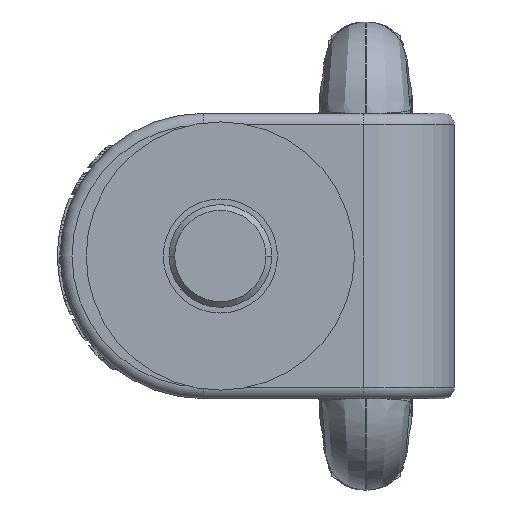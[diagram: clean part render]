
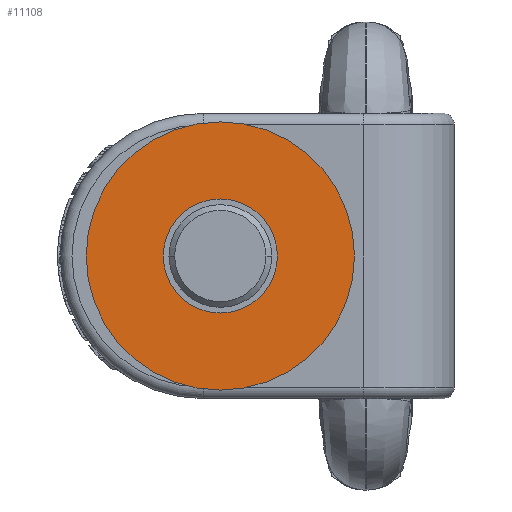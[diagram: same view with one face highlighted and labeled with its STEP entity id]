
A CAD part, front view. The second image highlights one B-rep face of the part: STEP entity #11108.
In plain terms, the highlighted planar face has unit normal (0, -1, 0).
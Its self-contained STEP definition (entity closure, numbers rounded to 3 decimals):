
#4475=CARTESIAN_POINT('',(-43.,-5.4,0.));
#4476=DIRECTION('',(0.,1.,0.));
#4477=DIRECTION('',(1.,0.,0.));
#4478=AXIS2_PLACEMENT_3D('',#4475,#4476,#4477);
#4480=CARTESIAN_POINT('',(-43.,-5.4,0.));
#4481=DIRECTION('',(0.,-1.,0.));
#4482=DIRECTION('',(1.,0.,0.));
#4483=AXIS2_PLACEMENT_3D('',#4480,#4481,#4482);
#4485=CARTESIAN_POINT('',(-43.,-5.4,0.));
#4486=DIRECTION('',(0.,1.,0.));
#4487=DIRECTION('',(1.,0.,0.));
#4488=AXIS2_PLACEMENT_3D('',#4485,#4486,#4487);
#4490=CARTESIAN_POINT('',(-43.,-5.4,0.));
#4491=DIRECTION('',(0.,-1.,0.));
#4492=DIRECTION('',(1.,0.,0.));
#4493=AXIS2_PLACEMENT_3D('',#4490,#4491,#4492);
#4511=CARTESIAN_POINT('',(-19.5,-5.4,0.));
#4513=VERTEX_POINT('',#4511);
#4519=CARTESIAN_POINT('',(-66.5,-5.4,0.));
#4521=VERTEX_POINT('',#4519);
#4531=CARTESIAN_POINT('',(-33.,-5.4,0.));
#4532=CARTESIAN_POINT('',(-53.,-5.4,0.));
#4533=VERTEX_POINT('',#4531);
#4534=VERTEX_POINT('',#4532);
#11093=CARTESIAN_POINT('',(-43.,-5.4,0.));
#11094=DIRECTION('',(0.,-1.,0.));
#11095=DIRECTION('',(-1.,0.,0.));
#11096=AXIS2_PLACEMENT_3D('',#11093,#11094,#11095);
#11097=PLANE('',#11096);
#11098=ORIENTED_EDGE('',*,*,#11086,.F.);
#11099=ORIENTED_EDGE('',*,*,#11075,.T.);
#11100=EDGE_LOOP('',(#11098,#11099));
#11101=FACE_OUTER_BOUND('',#11100,.F.);
#11103=ORIENTED_EDGE('',*,*,#11102,.F.);
#11105=ORIENTED_EDGE('',*,*,#11104,.T.);
#11106=EDGE_LOOP('',(#11103,#11105));
#11107=FACE_BOUND('',#11106,.F.);
#11108=ADVANCED_FACE('',(#11101,#11107),#11097,.T.);
#4479=CIRCLE('',#4478,23.5);
#4484=CIRCLE('',#4483,23.5);
#4489=CIRCLE('',#4488,10.);
#4494=CIRCLE('',#4493,10.);
#11075=EDGE_CURVE('',#4513,#4521,#4479,.T.);
#11086=EDGE_CURVE('',#4513,#4521,#4484,.T.);
#11102=EDGE_CURVE('',#4533,#4534,#4489,.T.);
#11104=EDGE_CURVE('',#4533,#4534,#4494,.T.);
